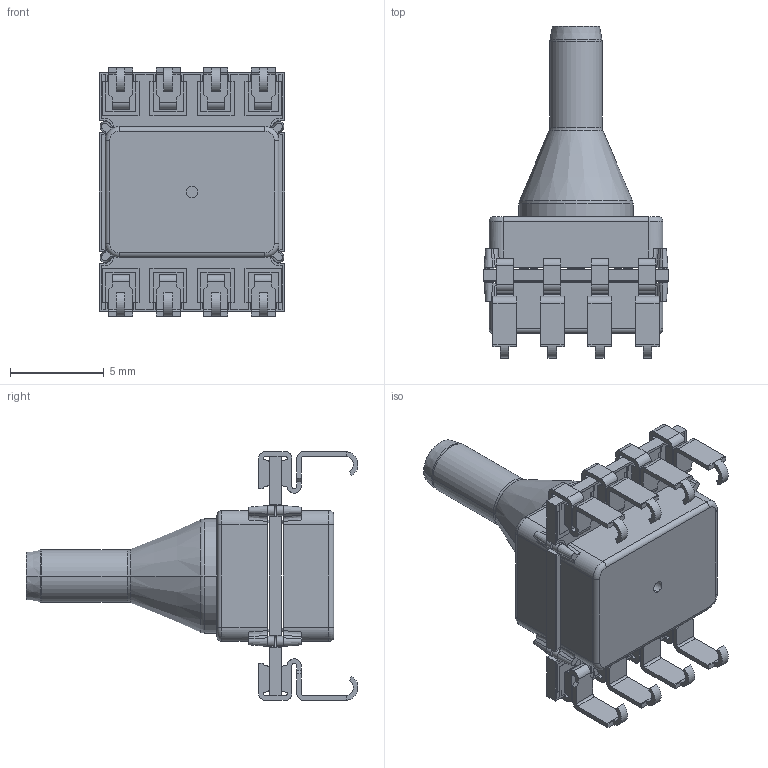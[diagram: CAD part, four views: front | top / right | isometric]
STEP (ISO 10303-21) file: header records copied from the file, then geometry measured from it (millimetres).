
FILE_DESCRIPTION (( 'STEP AP203' ), '1' );
FILE_NAME ('HKNJ.STEP', '2021-08-17T16:16:57', ( '' ), ( '' ), 'SwSTEP 2.0', 'SolidWorks 2010', '' );
FILE_SCHEMA (( 'CONFIG_CONTROL_DESIGN' ));
Length unit declared in the file: inch
Products named in the file (5): HKNJ; AS01-06-010 SMT-J for ELV; AS01-01-044 Rev A; ceramic-DIP; AS01-01-047 Rev A
Assembly tree (11 placements, depth 2):
  HKNJ
    AS01-06-010 SMT-J for ELV  x8
    ceramic-DIP
    AS01-01-047 Rev A
    AS01-01-044 Rev A
Bounding box: 9.9 x 17.73 x 13.3 mm (x, y, z)
Volume: 419.5 mm3; surface area: 1576.7 mm2
Topology: 14 solids, 15 shells, 925 faces, 2518 edges, 1652 vertices
Faces by surface type: plane 595, cylinder 244, torus 38, cone 32, bspline 16
Entity records: 19050 total; most frequent: CARTESIAN_POINT 3745, ORIENTED_EDGE 3062, DIRECTION 3033, EDGE_CURVE 1531, VECTOR 1061, LINE 1061, VERTEX_POINT 994, AXIS2_PLACEMENT_3D 986
